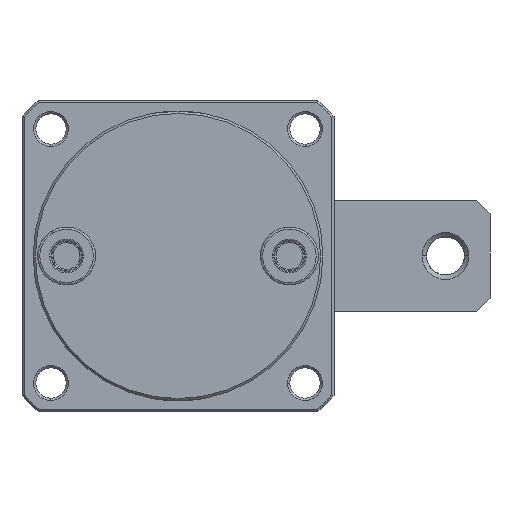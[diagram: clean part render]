
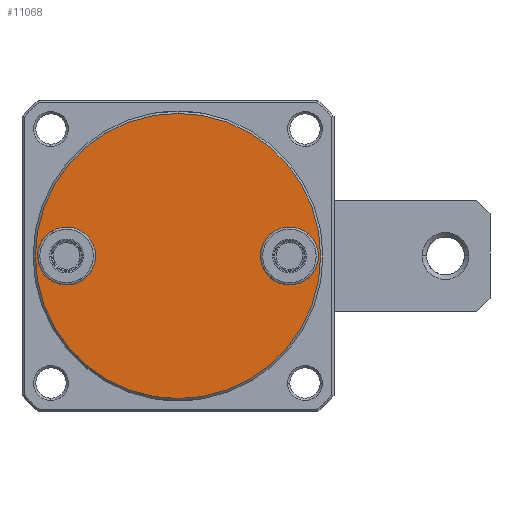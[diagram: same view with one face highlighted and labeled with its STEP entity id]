
A CAD part, front view. The second image highlights one B-rep face of the part: STEP entity #11068.
In plain terms, the highlighted planar face has unit normal (0, -1, 0).
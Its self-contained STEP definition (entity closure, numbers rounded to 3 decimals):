
#177 = CARTESIAN_POINT ( 'NONE',  ( -14570.347, 1869.687, 0. ) ) ;
#626 = EDGE_LOOP ( 'NONE', ( #11297, #10405 ) ) ;
#1581 = ORIENTED_EDGE ( 'NONE', *, *, #23220, .F. ) ;
#2114 = CARTESIAN_POINT ( 'NONE',  ( -14595.347, 1869.687, -32. ) ) ;
#2190 = VERTEX_POINT ( 'NONE', #13303 ) ;
#2603 = DIRECTION ( 'NONE',  ( 0., 0., -1. ) ) ;
#3048 = CARTESIAN_POINT ( 'NONE',  ( -14570.347, 1869.687, 0. ) ) ;
#4239 = FACE_BOUND ( 'NONE', #8157, .T. ) ;
#4297 = CIRCLE ( 'NONE', #9339, 32. ) ;
#5397 = CIRCLE ( 'NONE', #12673, 4.55 ) ;
#5485 = DIRECTION ( 'NONE',  ( 0., 0., -1. ) ) ;
#5493 = AXIS2_PLACEMENT_3D ( 'NONE', #177, #17135, #2603 ) ;
#5717 = AXIS2_PLACEMENT_3D ( 'NONE', #26718, #12282, #29152 ) ;
#5851 = CARTESIAN_POINT ( 'NONE',  ( -14620.347, 1869.687, 0. ) ) ;
#6441 = CARTESIAN_POINT ( 'NONE',  ( -14620.347, 1869.687, 0. ) ) ;
#8157 = EDGE_LOOP ( 'NONE', ( #28496, #19258 ) ) ;
#8170 = VERTEX_POINT ( 'NONE', #18650 ) ;
#8294 = DIRECTION ( 'NONE',  ( 0., 0., -1. ) ) ;
#8367 = ORIENTED_EDGE ( 'NONE', *, *, #28571, .F. ) ;
#8900 = DIRECTION ( 'NONE',  ( 0., 0., -1. ) ) ;
#9339 = AXIS2_PLACEMENT_3D ( 'NONE', #11337, #28229, #13772 ) ;
#9473 = DIRECTION ( 'NONE',  ( 0., -1., 0. ) ) ;
#9563 = CIRCLE ( 'NONE', #5493, 4.55 ) ;
#10405 = ORIENTED_EDGE ( 'NONE', *, *, #17269, .T. ) ;
#10643 = CIRCLE ( 'NONE', #24689, 4.55 ) ;
#11068 = ADVANCED_FACE ( 'NONE', ( #17133, #4239, #29959 ), #14451, .T. ) ;
#11297 = ORIENTED_EDGE ( 'NONE', *, *, #21437, .T. ) ;
#11337 = CARTESIAN_POINT ( 'NONE',  ( -14595.347, 1869.687, 0. ) ) ;
#12282 = DIRECTION ( 'NONE',  ( 0., 1., 0. ) ) ;
#12673 = AXIS2_PLACEMENT_3D ( 'NONE', #6441, #23398, #8900 ) ;
#13303 = CARTESIAN_POINT ( 'NONE',  ( -14620.347, 1869.687, 4.55 ) ) ;
#13625 = VERTEX_POINT ( 'NONE', #23706 ) ;
#13772 = DIRECTION ( 'NONE',  ( 0., 0., 1. ) ) ;
#13993 = CIRCLE ( 'NONE', #21259, 4.55 ) ;
#14451 = PLANE ( 'NONE',  #18096 ) ;
#14697 = EDGE_LOOP ( 'NONE', ( #1581, #8367 ) ) ;
#17133 = FACE_BOUND ( 'NONE', #626, .T. ) ;
#17135 = DIRECTION ( 'NONE',  ( 0., 1., 0. ) ) ;
#17269 = EDGE_CURVE ( 'NONE', #13625, #19074, #10643, .T. ) ;
#18096 = AXIS2_PLACEMENT_3D ( 'NONE', #26475, #9473, #31316 ) ;
#18144 = CARTESIAN_POINT ( 'NONE',  ( -14595.347, 1869.687, 32. ) ) ;
#18239 = EDGE_CURVE ( 'NONE', #8170, #2190, #13993, .T. ) ;
#18650 = CARTESIAN_POINT ( 'NONE',  ( -14620.347, 1869.687, -4.55 ) ) ;
#19074 = VERTEX_POINT ( 'NONE', #19794 ) ;
#19258 = ORIENTED_EDGE ( 'NONE', *, *, #24097, .T. ) ;
#19794 = CARTESIAN_POINT ( 'NONE',  ( -14570.347, 1869.687, -4.55 ) ) ;
#20001 = DIRECTION ( 'NONE',  ( 0., 1., 0. ) ) ;
#20190 = VERTEX_POINT ( 'NONE', #2114 ) ;
#21259 = AXIS2_PLACEMENT_3D ( 'NONE', #5851, #22813, #8294 ) ;
#21343 = CIRCLE ( 'NONE', #5717, 32. ) ;
#21437 = EDGE_CURVE ( 'NONE', #19074, #13625, #9563, .T. ) ;
#22813 = DIRECTION ( 'NONE',  ( 0., 1., 0. ) ) ;
#23220 = EDGE_CURVE ( 'NONE', #30447, #20190, #21343, .T. ) ;
#23398 = DIRECTION ( 'NONE',  ( 0., 1., 0. ) ) ;
#23706 = CARTESIAN_POINT ( 'NONE',  ( -14570.347, 1869.687, 4.55 ) ) ;
#24097 = EDGE_CURVE ( 'NONE', #2190, #8170, #5397, .T. ) ;
#24689 = AXIS2_PLACEMENT_3D ( 'NONE', #3048, #20001, #5485 ) ;
#26475 = CARTESIAN_POINT ( 'NONE',  ( -14566.847, 1869.687, 0. ) ) ;
#26718 = CARTESIAN_POINT ( 'NONE',  ( -14595.347, 1869.687, 0. ) ) ;
#28229 = DIRECTION ( 'NONE',  ( 0., 1., 0. ) ) ;
#28496 = ORIENTED_EDGE ( 'NONE', *, *, #18239, .T. ) ;
#28571 = EDGE_CURVE ( 'NONE', #20190, #30447, #4297, .T. ) ;
#29152 = DIRECTION ( 'NONE',  ( 0., 0., 1. ) ) ;
#29959 = FACE_OUTER_BOUND ( 'NONE', #14697, .T. ) ;
#30447 = VERTEX_POINT ( 'NONE', #18144 ) ;
#31316 = DIRECTION ( 'NONE',  ( 0., 0., -1. ) ) ;
